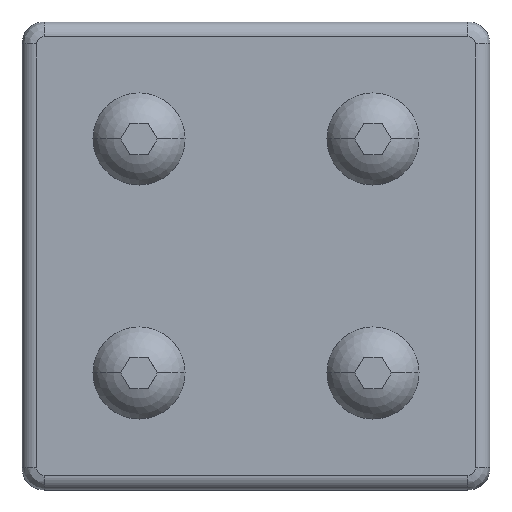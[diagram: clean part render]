
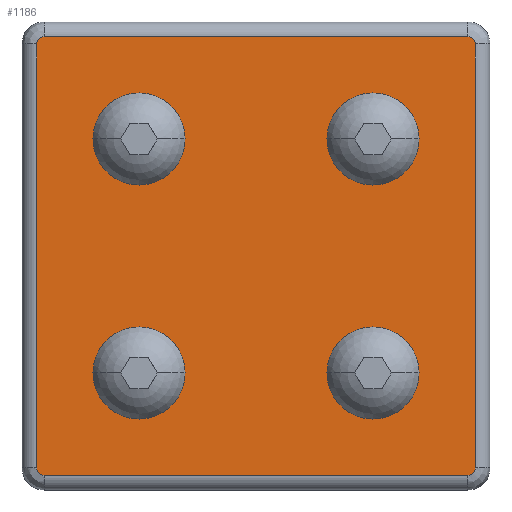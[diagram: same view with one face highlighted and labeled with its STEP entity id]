
A CAD part, top view. The second image highlights one B-rep face of the part: STEP entity #1186.
In plain terms, the highlighted planar face has unit normal (0, 0, 1).
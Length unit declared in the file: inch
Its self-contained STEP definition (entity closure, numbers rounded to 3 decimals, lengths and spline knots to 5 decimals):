
#76=CARTESIAN_POINT('',(0.5,0.367,0.125));
#77=VERTEX_POINT('',#76);
#86=CARTESIAN_POINT('',(0.5,0.633,0.125));
#87=VERTEX_POINT('',#86);
#88=CARTESIAN_POINT('',(0.5,0.5,0.125));
#89=DIRECTION('',(0.0,0.0,-1.0));
#90=DIRECTION('',(0.0,-1.0,0.0));
#91=AXIS2_PLACEMENT_3D('',#88,#89,#90);
#92=CIRCLE('',#91,0.133);
#93=EDGE_CURVE('',#87,#77,#92,.T.);
#139=CARTESIAN_POINT('',(-0.5,0.367,0.125));
#140=VERTEX_POINT('',#139);
#149=CARTESIAN_POINT('',(-0.5,0.633,0.125));
#150=VERTEX_POINT('',#149);
#151=CARTESIAN_POINT('',(-0.5,0.5,0.125));
#152=DIRECTION('',(0.0,0.0,1.0));
#153=DIRECTION('',(0.0,-1.0,0.0));
#154=AXIS2_PLACEMENT_3D('',#151,#152,#153);
#155=CIRCLE('',#154,0.133);
#156=EDGE_CURVE('',#140,#150,#155,.T.);
#202=CARTESIAN_POINT('',(0.5,1.633,0.125));
#203=VERTEX_POINT('',#202);
#212=CARTESIAN_POINT('',(0.5,1.367,0.125));
#213=VERTEX_POINT('',#212);
#214=CARTESIAN_POINT('',(0.5,1.5,0.125));
#215=DIRECTION('',(0.0,0.0,1.0));
#216=DIRECTION('',(0.0,1.0,0.0));
#217=AXIS2_PLACEMENT_3D('',#214,#215,#216);
#218=CIRCLE('',#217,0.133);
#219=EDGE_CURVE('',#203,#213,#218,.T.);
#244=CARTESIAN_POINT('',(-0.5,1.633,0.125));
#245=VERTEX_POINT('',#244);
#254=CARTESIAN_POINT('',(-0.5,1.367,0.125));
#255=VERTEX_POINT('',#254);
#256=CARTESIAN_POINT('',(-0.5,1.5,0.125));
#257=DIRECTION('',(0.0,0.0,-1.0));
#258=DIRECTION('',(0.0,1.0,0.0));
#259=AXIS2_PLACEMENT_3D('',#256,#257,#258);
#260=CIRCLE('',#259,0.133);
#261=EDGE_CURVE('',#255,#245,#260,.T.);
#295=CARTESIAN_POINT('',(-0.5,1.5,0.125));
#296=DIRECTION('',(0.0,0.0,-1.0));
#297=DIRECTION('',(0.0,1.0,0.0));
#298=AXIS2_PLACEMENT_3D('',#295,#296,#297);
#299=CIRCLE('',#298,0.133);
#300=EDGE_CURVE('',#245,#255,#299,.T.);
#360=CARTESIAN_POINT('',(-0.937,1.906,0.125));
#361=VERTEX_POINT('',#360);
#369=CARTESIAN_POINT('',(-0.906,1.937,0.125));
#370=VERTEX_POINT('',#369);
#371=CARTESIAN_POINT('',(-0.906,1.906,0.125));
#372=DIRECTION('',(0.0,0.0,-1.0));
#373=DIRECTION('',(-0.707,0.707,0.0));
#374=AXIS2_PLACEMENT_3D('',#371,#372,#373);
#375=CIRCLE('',#374,0.031);
#376=EDGE_CURVE('',#361,#370,#375,.T.);
#464=CARTESIAN_POINT('',(0.5,1.5,0.125));
#465=DIRECTION('',(0.0,0.0,1.0));
#466=DIRECTION('',(0.0,1.0,0.0));
#467=AXIS2_PLACEMENT_3D('',#464,#465,#466);
#468=CIRCLE('',#467,0.133);
#469=EDGE_CURVE('',#213,#203,#468,.T.);
#509=CARTESIAN_POINT('',(0.906,1.937,0.125));
#510=VERTEX_POINT('',#509);
#511=CARTESIAN_POINT('',(-0.906,1.937,0.125));
#512=DIRECTION('',(1.0,0.0,0.0));
#513=VECTOR('',#512,1.812);
#514=LINE('',#511,#513);
#515=EDGE_CURVE('',#370,#510,#514,.T.);
#582=CARTESIAN_POINT('',(0.937,1.906,0.125));
#583=VERTEX_POINT('',#582);
#599=CARTESIAN_POINT('',(0.906,1.906,0.125));
#600=DIRECTION('',(0.0,0.0,1.0));
#601=DIRECTION('',(0.707,0.707,0.0));
#602=AXIS2_PLACEMENT_3D('',#599,#600,#601);
#603=CIRCLE('',#602,0.031);
#604=EDGE_CURVE('',#583,#510,#603,.T.);
#714=CARTESIAN_POINT('',(-0.5,0.5,0.125));
#715=DIRECTION('',(0.0,0.0,1.0));
#716=DIRECTION('',(0.0,-1.0,0.0));
#717=AXIS2_PLACEMENT_3D('',#714,#715,#716);
#718=CIRCLE('',#717,0.133);
#719=EDGE_CURVE('',#150,#140,#718,.T.);
#779=CARTESIAN_POINT('',(-0.937,0.094,0.125));
#780=VERTEX_POINT('',#779);
#797=CARTESIAN_POINT('',(-0.906,0.063,0.125));
#798=VERTEX_POINT('',#797);
#806=CARTESIAN_POINT('',(-0.906,0.094,0.125));
#807=DIRECTION('',(0.0,0.0,1.0));
#808=DIRECTION('',(-0.707,-0.707,0.0));
#809=AXIS2_PLACEMENT_3D('',#806,#807,#808);
#810=CIRCLE('',#809,0.031);
#811=EDGE_CURVE('',#780,#798,#810,.T.);
#842=CARTESIAN_POINT('',(-0.937,0.094,0.125));
#843=DIRECTION('',(0.0,1.0,0.0));
#844=VECTOR('',#843,1.812);
#845=LINE('',#842,#844);
#846=EDGE_CURVE('',#780,#361,#845,.T.);
#943=CARTESIAN_POINT('',(0.5,0.5,0.125));
#944=DIRECTION('',(0.0,0.0,-1.0));
#945=DIRECTION('',(0.0,-1.0,0.0));
#946=AXIS2_PLACEMENT_3D('',#943,#944,#945);
#947=CIRCLE('',#946,0.133);
#948=EDGE_CURVE('',#77,#87,#947,.T.);
#966=CARTESIAN_POINT('',(0.906,0.063,0.125));
#967=VERTEX_POINT('',#966);
#975=CARTESIAN_POINT('',(-0.906,0.063,0.125));
#976=DIRECTION('',(1.0,0.0,0.0));
#977=VECTOR('',#976,1.812);
#978=LINE('',#975,#977);
#979=EDGE_CURVE('',#798,#967,#978,.T.);
#1040=CARTESIAN_POINT('',(0.937,0.094,0.125));
#1041=VERTEX_POINT('',#1040);
#1049=CARTESIAN_POINT('',(0.906,0.094,0.125));
#1050=DIRECTION('',(0.0,0.0,-1.0));
#1051=DIRECTION('',(0.707,-0.707,0.0));
#1052=AXIS2_PLACEMENT_3D('',#1049,#1050,#1051);
#1053=CIRCLE('',#1052,0.031);
#1054=EDGE_CURVE('',#1041,#967,#1053,.T.);
#1079=CARTESIAN_POINT('',(0.937,0.094,0.125));
#1080=DIRECTION('',(0.0,1.0,0.0));
#1081=VECTOR('',#1080,1.812);
#1082=LINE('',#1079,#1081);
#1083=EDGE_CURVE('',#1041,#583,#1082,.T.);
#1155=CARTESIAN_POINT('',(0.,0.,0.125));
#1156=DIRECTION('',(0.0,0.0,-1.0));
#1157=DIRECTION('',(1.0,0.0,0.0));
#1158=AXIS2_PLACEMENT_3D('',#1155,#1156,#1157);
#1159=PLANE('',#1158);
#1160=ORIENTED_EDGE('',*,*,#1083,.T.);
#1161=ORIENTED_EDGE('',*,*,#604,.T.);
#1162=ORIENTED_EDGE('',*,*,#515,.F.);
#1163=ORIENTED_EDGE('',*,*,#376,.F.);
#1164=ORIENTED_EDGE('',*,*,#846,.F.);
#1165=ORIENTED_EDGE('',*,*,#811,.T.);
#1166=ORIENTED_EDGE('',*,*,#979,.T.);
#1167=ORIENTED_EDGE('',*,*,#1054,.F.);
#1168=EDGE_LOOP('',(#1160,#1161,#1162,#1163,#1164,#1165,#1166,#1167));
#1169=FACE_OUTER_BOUND('',#1168,.T.);
#1170=ORIENTED_EDGE('',*,*,#219,.F.);
#1171=ORIENTED_EDGE('',*,*,#469,.F.);
#1172=EDGE_LOOP('',(#1170,#1171));
#1173=FACE_BOUND('',#1172,.T.);
#1174=ORIENTED_EDGE('',*,*,#300,.T.);
#1175=ORIENTED_EDGE('',*,*,#261,.T.);
#1176=EDGE_LOOP('',(#1174,#1175));
#1177=FACE_BOUND('',#1176,.T.);
#1178=ORIENTED_EDGE('',*,*,#156,.F.);
#1179=ORIENTED_EDGE('',*,*,#719,.F.);
#1180=EDGE_LOOP('',(#1178,#1179));
#1181=FACE_BOUND('',#1180,.T.);
#1182=ORIENTED_EDGE('',*,*,#948,.T.);
#1183=ORIENTED_EDGE('',*,*,#93,.T.);
#1184=EDGE_LOOP('',(#1182,#1183));
#1185=FACE_BOUND('',#1184,.T.);
#1186=ADVANCED_FACE('',(#1169,#1173,#1177,#1181,#1185),#1159,.F.);
